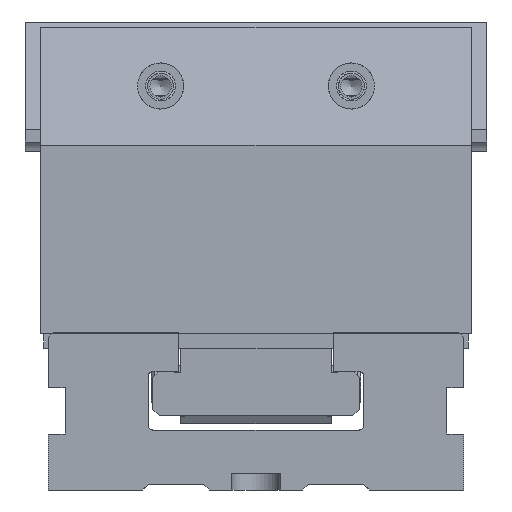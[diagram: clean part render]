
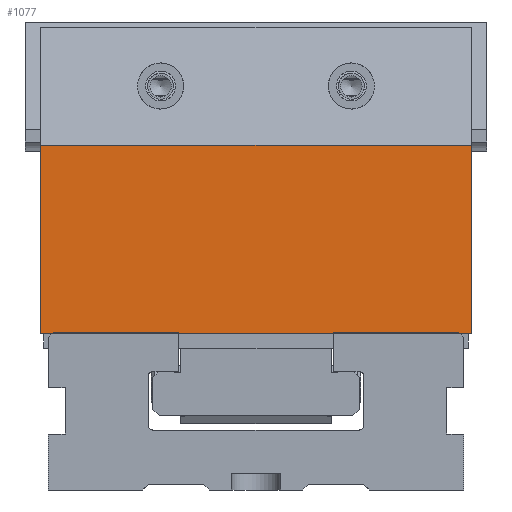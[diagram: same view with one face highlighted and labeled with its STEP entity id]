
A CAD part, left-side view. The second image highlights one B-rep face of the part: STEP entity #1077.
In plain terms, the highlighted planar face has unit normal (-1, 0, 0).
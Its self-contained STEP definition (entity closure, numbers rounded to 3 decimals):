
#1077=ADVANCED_FACE('',(#1744),#1449,.T.);
#1449=PLANE('',#7911);
#1744=FACE_OUTER_BOUND('',#2153,.T.);
#2153=EDGE_LOOP('',(#3021,#3022,#3023,#3024));
#3021=ORIENTED_EDGE('',*,*,#5559,.T.);
#3022=ORIENTED_EDGE('',*,*,#5577,.T.);
#3023=ORIENTED_EDGE('',*,*,#5565,.F.);
#3024=ORIENTED_EDGE('',*,*,#5537,.T.);
#4757=VERTEX_POINT('',#11427);
#4758=VERTEX_POINT('',#11429);
#4777=VERTEX_POINT('',#11472);
#4781=VERTEX_POINT('',#11484);
#5537=EDGE_CURVE('',#4758,#4757,#6422,.T.);
#5559=EDGE_CURVE('',#4757,#4777,#6439,.T.);
#5565=EDGE_CURVE('',#4758,#4781,#6445,.T.);
#5577=EDGE_CURVE('',#4777,#4781,#6456,.T.);
#6422=LINE('',#11428,#7104);
#6439=LINE('',#11473,#7121);
#6445=LINE('',#11483,#7127);
#6456=LINE('',#11506,#7138);
#7104=VECTOR('',#8888,1.);
#7121=VECTOR('',#8921,1.);
#7127=VECTOR('',#8929,1.);
#7138=VECTOR('',#8946,1.);
#7911=AXIS2_PLACEMENT_3D('',#11507,#8947,#8948);
#8888=DIRECTION('',(0.,-1.,0.));
#8921=DIRECTION('',(0.,0.,1.));
#8929=DIRECTION('',(0.,0.,1.));
#8946=DIRECTION('',(0.,1.,0.));
#8947=DIRECTION('',(-1.,0.,0.));
#8948=DIRECTION('',(0.,0.,1.));
#11427=CARTESIAN_POINT('',(0.,-2.5,51.2));
#11428=CARTESIAN_POINT('',(0.,137.5,51.2));
#11429=CARTESIAN_POINT('',(0.,137.5,51.2));
#11472=CARTESIAN_POINT('',(0.,-2.5,112.2));
#11473=CARTESIAN_POINT('',(0.,-2.5,119.5));
#11483=CARTESIAN_POINT('',(0.,137.5,119.5));
#11484=CARTESIAN_POINT('',(0.,137.5,112.2));
#11506=CARTESIAN_POINT('',(0.,67.5,112.2));
#11507=CARTESIAN_POINT('',(0.,67.5,119.5));
